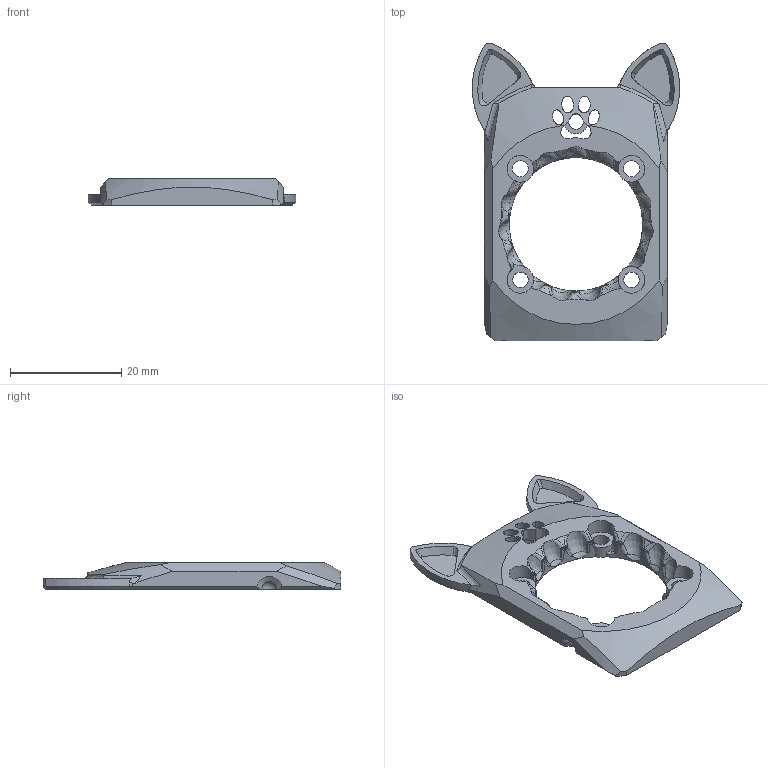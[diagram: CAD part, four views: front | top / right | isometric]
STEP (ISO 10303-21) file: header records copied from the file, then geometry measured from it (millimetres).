
FILE_DESCRIPTION(/* description */ (''),/* implementation_level */ '2;1');
FILE_NAME(/* name */ 'MeowXol Faceplate bigger paw.step',/* time_stamp */ '2023-08-28T21:55:51-06:00',/* author */ (''),/* organization */ (''),/* preprocessor_version */ 'ST-DEVELOPER v20',/* originating_system */ 'Autodesk Translation Framework v12.9.0.99',/* authorisation */ '');
FILE_SCHEMA (('AUTOMOTIVE_DESIGN { 1 0 10303 214 3 1 1 }'));
Length unit declared in the file: millimetre
Products named in the file (2): MeowXol Faceplate bigger paw; MeowXol
Assembly tree (1 placements, depth 2):
  MeowXol Faceplate bigger paw
    MeowXol
Bounding box: 37.28 x 53.6 x 4.73 mm (x, y, z)
Volume: 3725.1 mm3; surface area: 3467.6 mm2
Topology: 2 solids, 2 shells, 381 faces, 1027 edges, 646 vertices
Faces by surface type: bspline 209, cylinder 47, cone 44, torus 28, sphere 27, plane 26
Full cylindrical faces by diameter (mm): 2.666 x1, 2.8 x2, 2.9 x2, 4.266 x1
Entity records: 25632 total; most frequent: CARTESIAN_POINT 17742, ORIENTED_EDGE 2052, DIRECTION 1040, EDGE_CURVE 1026, VERTEX_POINT 646, B_SPLINE_CURVE_WITH_KNOTS 577, AXIS2_PLACEMENT_3D 456, EDGE_LOOP 400
